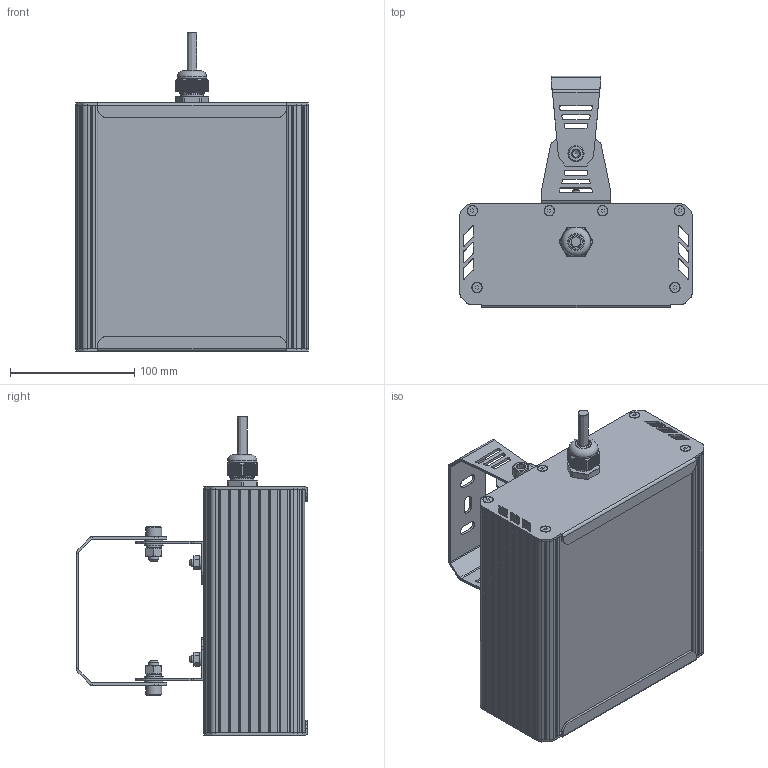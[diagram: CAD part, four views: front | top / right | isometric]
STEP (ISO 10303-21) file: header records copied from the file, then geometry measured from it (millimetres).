
FILE_DESCRIPTION(('STEP AP214'), '1');
FILE_NAME('001.0079.56.000 - ÃÑÏ-Ýêñòðà-Îïòèê-10', '2023-11-02T02:05:34', ('Ëóêîíèí'), ('ÎÊÁ Ñâîé Ñòèëü'), 'C3D Converter', 'C3D Toolkit', '');
FILE_SCHEMA(('AUTOMOTIVE_DESIGN { 1 0 10303 214 3 1 1}'));
Length unit declared in the file: millimetre
Products named in the file (41): 001.0079.56.000
Assembly tree (64 placements, depth 4):
  001.0079.56.000
    (unnamed)
      (unnamed)
      (unnamed)
      (unnamed)
      (unnamed)  x6
      (unnamed)  x6
      (unnamed)
      (unnamed)
      (unnamed)
      (unnamed)
        (unnamed)
      (unnamed)
        (unnamed)
        (unnamed)
        (unnamed)  x13
        (unnamed)
        (unnamed)
        (unnamed)
        (unnamed)
        (unnamed)
        (unnamed)
        (unnamed)
    (unnamed)
      (unnamed)
      (unnamed)
      (unnamed)
      (unnamed)  x2
      (unnamed)
      (unnamed)
      (unnamed)
      (unnamed)
      (unnamed)
      (unnamed)
      (unnamed)
      (unnamed)
      (unnamed)  x2
      (unnamed)
      (unnamed)
      (unnamed)
      (unnamed)
Bounding box: 187.37 x 186.65 x 256.43 mm (x, y, z)
Volume: 675482.5 mm3; surface area: 533639.4 mm2
Topology: 72 solids, 72 shells, 2194 faces, 6068 edges, 4084 vertices
Faces by surface type: plane 1301, cylinder 744, cone 110, bspline 25, torus 13, sphere 1
Full cylindrical faces by diameter (mm): 1 x1, 2 x2, 2.5 x4, 2.8 x25, 3.2 x1, 3.5 x6, 4 x12, 4.917 x2, 6 x4, 6.6 x2, 6.647 x2, 8 x14, 8.5 x4, 9 x17, 11 x2, 12 x1, 12.5 x1, 13 x2, 15 x4, 16 x1, 18.5 x3, 20 x1, 23.5 x1
Entity records: 116953 total; most frequent: CARTESIAN_POINT 49079, ORIENTED_EDGE 11104, DIRECTION 10350, EDGE_CURVE 5552, VERTEX_POINT 3828, AXIS2_PLACEMENT_3D 3486, LINE 3378, VECTOR 3378
